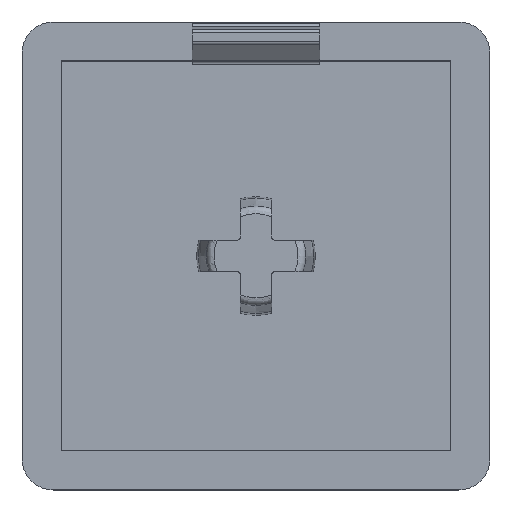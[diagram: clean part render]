
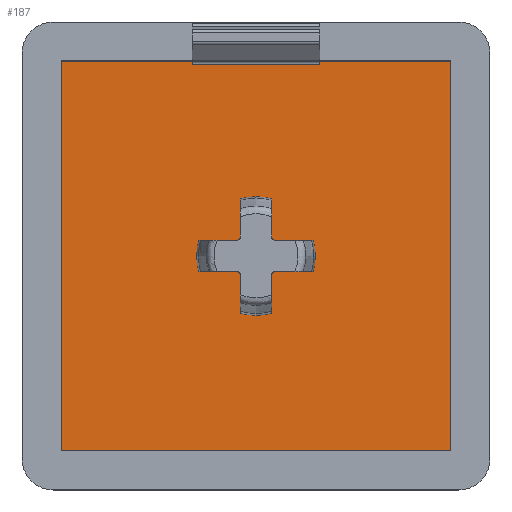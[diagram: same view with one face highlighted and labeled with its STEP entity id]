
A CAD part, top view. The second image highlights one B-rep face of the part: STEP entity #187.
In plain terms, the highlighted planar face has unit normal (0, 0, 1).
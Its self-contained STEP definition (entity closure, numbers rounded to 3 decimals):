
#187=ADVANCED_FACE('',(#283,#284),#285,.F.);
#283=FACE_BOUND('',#424,.T.);
#284=FACE_OUTER_BOUND('',#425,.T.);
#285=PLANE('',#426);
#424=EDGE_LOOP('',(#806,#807,#808,#809,#810,#811,#812,#813,#814,#815,#816,#817,#818,#819,#820,#821));
#425=EDGE_LOOP('',(#822,#823,#824,#825,#826,#827,#828,#829));
#426=AXIS2_PLACEMENT_3D('',#830,#831,#832);
#806=ORIENTED_EDGE('',*,*,#1245,.F.);
#807=ORIENTED_EDGE('',*,*,#1176,.F.);
#808=ORIENTED_EDGE('',*,*,#1246,.T.);
#809=ORIENTED_EDGE('',*,*,#1141,.F.);
#810=ORIENTED_EDGE('',*,*,#1247,.F.);
#811=ORIENTED_EDGE('',*,*,#1152,.F.);
#812=ORIENTED_EDGE('',*,*,#1248,.T.);
#813=ORIENTED_EDGE('',*,*,#1249,.F.);
#814=ORIENTED_EDGE('',*,*,#1135,.F.);
#815=ORIENTED_EDGE('',*,*,#1250,.F.);
#816=ORIENTED_EDGE('',*,*,#1251,.T.);
#817=ORIENTED_EDGE('',*,*,#1252,.F.);
#818=ORIENTED_EDGE('',*,*,#1253,.F.);
#819=ORIENTED_EDGE('',*,*,#1191,.F.);
#820=ORIENTED_EDGE('',*,*,#1254,.T.);
#821=ORIENTED_EDGE('',*,*,#1183,.F.);
#822=ORIENTED_EDGE('',*,*,#1255,.F.);
#823=ORIENTED_EDGE('',*,*,#1256,.F.);
#824=ORIENTED_EDGE('',*,*,#1243,.T.);
#825=ORIENTED_EDGE('',*,*,#1207,.F.);
#826=ORIENTED_EDGE('',*,*,#1238,.F.);
#827=ORIENTED_EDGE('',*,*,#1257,.F.);
#828=ORIENTED_EDGE('',*,*,#1235,.F.);
#829=ORIENTED_EDGE('',*,*,#1258,.F.);
#830=CARTESIAN_POINT('',(0.0,0.0,2.5));
#831=DIRECTION('',(0.0,0.0,-1.0));
#832=DIRECTION('',(-1.0,0.0,0.0));
#1135=EDGE_CURVE('',#1307,#1309,#1310,.F.);
#1141=EDGE_CURVE('',#1320,#1321,#1322,.T.);
#1152=EDGE_CURVE('',#1338,#1340,#1341,.F.);
#1176=EDGE_CURVE('',#1385,#1387,#1388,.T.);
#1183=EDGE_CURVE('',#1399,#1400,#1401,.F.);
#1191=EDGE_CURVE('',#1412,#1414,#1415,.T.);
#1207=EDGE_CURVE('',#1436,#1438,#1439,.T.);
#1235=EDGE_CURVE('',#1489,#1490,#1491,.F.);
#1238=EDGE_CURVE('',#1494,#1436,#1495,.T.);
#1243=EDGE_CURVE('',#1502,#1438,#1503,.T.);
#1245=EDGE_CURVE('',#1387,#1399,#1505,.F.);
#1246=EDGE_CURVE('',#1385,#1321,#1506,.F.);
#1247=EDGE_CURVE('',#1340,#1320,#1507,.F.);
#1248=EDGE_CURVE('',#1338,#1508,#1509,.F.);
#1249=EDGE_CURVE('',#1309,#1508,#1510,.T.);
#1250=EDGE_CURVE('',#1511,#1307,#1512,.F.);
#1251=EDGE_CURVE('',#1511,#1513,#1514,.F.);
#1252=EDGE_CURVE('',#1515,#1513,#1516,.F.);
#1253=EDGE_CURVE('',#1414,#1515,#1517,.F.);
#1254=EDGE_CURVE('',#1412,#1400,#1518,.F.);
#1255=EDGE_CURVE('',#1519,#1520,#1521,.T.);
#1256=EDGE_CURVE('',#1502,#1519,#1522,.F.);
#1257=EDGE_CURVE('',#1490,#1494,#1523,.F.);
#1258=EDGE_CURVE('',#1520,#1489,#1524,.T.);
#1307=VERTEX_POINT('',#1591);
#1309=VERTEX_POINT('',#1594);
#1310=CIRCLE('',#1595,3.8);
#1320=VERTEX_POINT('',#1626);
#1321=VERTEX_POINT('',#1627);
#1322=LINE('',#1628,#1629);
#1338=VERTEX_POINT('',#1658);
#1340=VERTEX_POINT('',#1661);
#1341=LINE('',#1662,#1663);
#1385=VERTEX_POINT('',#1767);
#1387=VERTEX_POINT('',#1770);
#1388=LINE('',#1771,#1772);
#1399=VERTEX_POINT('',#1793);
#1400=VERTEX_POINT('',#1794);
#1401=LINE('',#1795,#1796);
#1412=VERTEX_POINT('',#1819);
#1414=VERTEX_POINT('',#1822);
#1415=LINE('',#1823,#1824);
#1436=VERTEX_POINT('',#1860);
#1438=VERTEX_POINT('',#1863);
#1439=B_SPLINE_CURVE_WITH_KNOTS('',1,(#1864,#1865),.UNSPECIFIED.,.F.,.F.,(2,2),(0.0,1.),.UNSPECIFIED.);
#1489=VERTEX_POINT('',#1935);
#1490=VERTEX_POINT('',#1936);
#1491=LINE('',#1937,#1938);
#1494=VERTEX_POINT('',#1943);
#1495=LINE('',#1944,#1945);
#1502=VERTEX_POINT('',#1956);
#1503=LINE('',#1957,#1958);
#1505=CIRCLE('',#1960,3.8);
#1506=CIRCLE('',#1961,0.2);
#1507=CIRCLE('',#1962,3.8);
#1508=VERTEX_POINT('',#1963);
#1509=CIRCLE('',#1964,0.2);
#1510=LINE('',#1965,#1966);
#1511=VERTEX_POINT('',#1967);
#1512=LINE('',#1968,#1969);
#1513=VERTEX_POINT('',#1970);
#1514=CIRCLE('',#1971,0.2);
#1515=VERTEX_POINT('',#1972);
#1516=LINE('',#1973,#1974);
#1517=CIRCLE('',#1975,3.8);
#1518=CIRCLE('',#1976,0.2);
#1519=VERTEX_POINT('',#1977);
#1520=VERTEX_POINT('',#1978);
#1521=LINE('',#1979,#1980);
#1522=LINE('',#1981,#1982);
#1523=LINE('',#1983,#1984);
#1524=LINE('',#1985,#1986);
#1591=CARTESIAN_POINT('',(-1.0,-3.666,2.5));
#1594=CARTESIAN_POINT('',(1.0,-3.666,2.5));
#1595=AXIS2_PLACEMENT_3D('',#2095,#2096,#2097);
#1626=CARTESIAN_POINT('',(3.666,1.0,2.5));
#1627=CARTESIAN_POINT('',(1.2,1.0,2.5));
#1628=CARTESIAN_POINT('',(0.0,1.0,2.5));
#1629=VECTOR('',#2102,1.0);
#1658=CARTESIAN_POINT('',(1.2,-1.0,2.5));
#1661=CARTESIAN_POINT('',(3.666,-1.0,2.5));
#1662=CARTESIAN_POINT('',(0.0,-1.0,2.5));
#1663=VECTOR('',#2114,1.0);
#1767=CARTESIAN_POINT('',(1.0,1.2,2.5));
#1770=CARTESIAN_POINT('',(1.0,3.666,2.5));
#1771=CARTESIAN_POINT('',(1.0,0.0,2.5));
#1772=VECTOR('',#2151,1.0);
#1793=CARTESIAN_POINT('',(-1.0,3.666,2.5));
#1794=CARTESIAN_POINT('',(-1.0,1.2,2.5));
#1795=CARTESIAN_POINT('',(-1.0,0.0,2.5));
#1796=VECTOR('',#2159,1.0);
#1819=CARTESIAN_POINT('',(-1.2,1.0,2.5));
#1822=CARTESIAN_POINT('',(-3.666,1.0,2.5));
#1823=CARTESIAN_POINT('',(0.0,1.0,2.5));
#1824=VECTOR('',#2165,1.0);
#1860=CARTESIAN_POINT('',(-12.5,12.5,2.5));
#1863=CARTESIAN_POINT('',(-4.09,12.5,2.5));
#1864=CARTESIAN_POINT('',(-12.5,12.5,2.5));
#1865=CARTESIAN_POINT('',(-4.09,12.5,2.5));
#1935=CARTESIAN_POINT('',(12.5,12.5,2.5));
#1936=CARTESIAN_POINT('',(12.5,-12.5,2.5));
#1937=CARTESIAN_POINT('',(12.5,12.5,2.5));
#1938=VECTOR('',#2223,1.0);
#1943=CARTESIAN_POINT('',(-12.5,-12.5,2.5));
#1944=CARTESIAN_POINT('',(-12.5,-12.5,2.5));
#1945=VECTOR('',#2226,1.0);
#1956=CARTESIAN_POINT('',(-4.09,12.284,2.5));
#1957=CARTESIAN_POINT('',(-4.09,14.89,2.5));
#1958=VECTOR('',#2231,1.0);
#1960=AXIS2_PLACEMENT_3D('',#2235,#2236,#2237);
#1961=AXIS2_PLACEMENT_3D('',#2238,#2239,#2240);
#1962=AXIS2_PLACEMENT_3D('',#2241,#2242,#2243);
#1963=CARTESIAN_POINT('',(1.0,-1.2,2.5));
#1964=AXIS2_PLACEMENT_3D('',#2244,#2245,#2246);
#1965=CARTESIAN_POINT('',(1.0,0.0,2.5));
#1966=VECTOR('',#2247,1.0);
#1967=CARTESIAN_POINT('',(-1.0,-1.2,2.5));
#1968=CARTESIAN_POINT('',(-1.0,0.0,2.5));
#1969=VECTOR('',#2248,1.0);
#1970=CARTESIAN_POINT('',(-1.2,-1.0,2.5));
#1971=AXIS2_PLACEMENT_3D('',#2249,#2250,#2251);
#1972=CARTESIAN_POINT('',(-3.666,-1.0,2.5));
#1973=CARTESIAN_POINT('',(0.0,-1.0,2.5));
#1974=VECTOR('',#2252,1.0);
#1975=AXIS2_PLACEMENT_3D('',#2253,#2254,#2255);
#1976=AXIS2_PLACEMENT_3D('',#2256,#2257,#2258);
#1977=CARTESIAN_POINT('',(4.09,12.284,2.5));
#1978=CARTESIAN_POINT('',(4.09,12.5,2.5));
#1979=CARTESIAN_POINT('',(4.09,0.0,2.5));
#1980=VECTOR('',#2259,1.0);
#1981=CARTESIAN_POINT('',(0.0,12.284,2.5));
#1982=VECTOR('',#2260,1.0);
#1983=CARTESIAN_POINT('',(12.5,-12.5,2.5));
#1984=VECTOR('',#2261,1.0);
#1985=CARTESIAN_POINT('',(-12.5,12.5,2.5));
#1986=VECTOR('',#2262,1.0);
#2095=CARTESIAN_POINT('',(0.0,0.,2.5));
#2096=DIRECTION('',(0.0,0.0,-1.0));
#2097=DIRECTION('',(-1.0,0.0,0.0));
#2102=DIRECTION('',(-1.0,0.0,0.0));
#2114=DIRECTION('',(-1.0,0.0,0.0));
#2151=DIRECTION('',(0.0,1.0,0.0));
#2159=DIRECTION('',(0.0,1.0,0.0));
#2165=DIRECTION('',(-1.0,0.0,0.0));
#2223=DIRECTION('',(0.0,1.0,0.0));
#2226=DIRECTION('',(0.0,1.0,0.0));
#2231=DIRECTION('',(0.0,1.0,0.0));
#2235=CARTESIAN_POINT('',(0.,0.,2.5));
#2236=DIRECTION('',(0.0,0.0,-1.0));
#2237=DIRECTION('',(-1.0,0.0,0.0));
#2238=CARTESIAN_POINT('',(1.2,1.2,2.5));
#2239=DIRECTION('',(0.0,0.0,-1.0));
#2240=DIRECTION('',(-1.0,0.0,0.0));
#2241=CARTESIAN_POINT('',(0.,0.,2.5));
#2242=DIRECTION('',(0.0,0.0,-1.0));
#2243=DIRECTION('',(-1.0,0.0,0.0));
#2244=CARTESIAN_POINT('',(1.2,-1.2,2.5));
#2245=DIRECTION('',(0.0,0.0,-1.0));
#2246=DIRECTION('',(-1.0,0.0,0.0));
#2247=DIRECTION('',(0.0,1.0,0.0));
#2248=DIRECTION('',(0.0,1.0,0.0));
#2249=CARTESIAN_POINT('',(-1.2,-1.2,2.5));
#2250=DIRECTION('',(0.0,0.0,-1.0));
#2251=DIRECTION('',(-1.0,0.0,0.0));
#2252=DIRECTION('',(-1.0,0.0,0.0));
#2253=CARTESIAN_POINT('',(0.,0.,2.5));
#2254=DIRECTION('',(0.0,0.0,-1.0));
#2255=DIRECTION('',(-1.0,0.0,0.0));
#2256=CARTESIAN_POINT('',(-1.2,1.2,2.5));
#2257=DIRECTION('',(0.0,0.0,-1.0));
#2258=DIRECTION('',(-1.0,0.0,0.0));
#2259=DIRECTION('',(0.0,1.0,0.0));
#2260=DIRECTION('',(-1.0,0.0,0.0));
#2261=DIRECTION('',(1.0,0.0,0.0));
#2262=DIRECTION('',(1.0,0.0,0.0));
